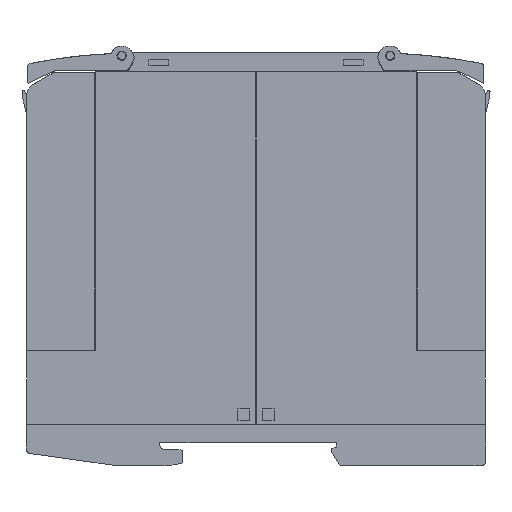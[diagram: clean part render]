
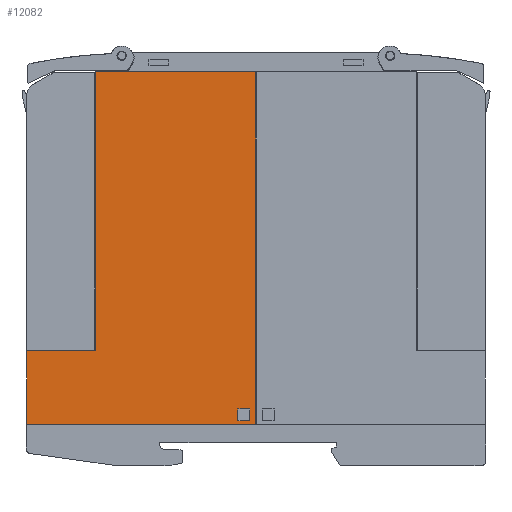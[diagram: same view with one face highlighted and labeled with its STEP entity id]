
A CAD part, left-side view. The second image highlights one B-rep face of the part: STEP entity #12082.
In plain terms, the highlighted planar face has unit normal (-1, 0, 0).
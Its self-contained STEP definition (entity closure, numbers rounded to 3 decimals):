
#12082=ADVANCED_FACE('',(#31710,#31711),#31712,.T.);
#14274=VERTEX_POINT('',#33943);
#14280=VERTEX_POINT('',#33949);
#14282=EDGE_CURVE('',#14280,#14274,#33951,.T.);
#14326=VERTEX_POINT('',#33995);
#14328=EDGE_CURVE('',#14326,#14280,#33997,.T.);
#26314=VERTEX_POINT('',#45983);
#26318=VERTEX_POINT('',#45987);
#26320=EDGE_CURVE('',#26318,#26314,#45989,.T.);
#26350=EDGE_CURVE('',#26314,#14326,#46019,.T.);
#26552=VERTEX_POINT('',#46221);
#26556=VERTEX_POINT('',#46225);
#26558=EDGE_CURVE('',#26556,#26552,#46227,.T.);
#26570=VERTEX_POINT('',#46239);
#26574=EDGE_CURVE('',#26552,#26570,#46243,.T.);
#26590=VERTEX_POINT('',#46259);
#26592=EDGE_CURVE('',#26590,#26318,#46261,.T.);
#26604=VERTEX_POINT('',#46273);
#26606=EDGE_CURVE('',#26604,#26556,#46275,.T.);
#26612=EDGE_CURVE('',#26570,#26604,#46281,.T.);
#26616=EDGE_CURVE('',#26590,#14274,#46285,.T.);
#31710=FACE_OUTER_BOUND('',#51369,.T.);
#31711=FACE_BOUND('',#51370,.T.);
#31712=PLANE('',#51371);
#33943=CARTESIAN_POINT('',(0.0,100.899,25.101));
#33949=CARTESIAN_POINT('',(0.0,85.799,25.101));
#33951=LINE('',#55148,#55149);
#33995=CARTESIAN_POINT('',(0.0,85.799,85.801));
#33997=LINE('',#55218,#55219);
#45983=CARTESIAN_POINT('',(0.0,50.999,85.801));
#45987=CARTESIAN_POINT('',(0.0,50.999,9.001));
#45989=LINE('',#74449,#74450);
#46019=LINE('',#74497,#74498);
#46221=CARTESIAN_POINT('',(0.0,54.899,9.801));
#46225=CARTESIAN_POINT('',(0.0,52.299,9.801));
#46227=LINE('',#74827,#74828);
#46239=CARTESIAN_POINT('',(0.0,54.899,12.401));
#46243=LINE('',#74855,#74856);
#46259=CARTESIAN_POINT('',(0.0,100.899,9.001));
#46261=LINE('',#74883,#74884);
#46273=CARTESIAN_POINT('',(0.0,52.299,12.401));
#46275=LINE('',#74905,#74906);
#46281=LINE('',#74917,#74918);
#46285=LINE('',#74925,#74926);
#51369=EDGE_LOOP('',(#90222,#90223,#90224,#90225,#90226,#90227));
#51370=EDGE_LOOP('',(#90228,#90229,#90230,#90231));
#51371=AXIS2_PLACEMENT_3D('',#90232,#90233,#90234);
#55148=CARTESIAN_POINT('',(0.0,72.199,25.101));
#55149=VECTOR('',#91458,1.0);
#55218=CARTESIAN_POINT('',(0.0,85.799,32.226));
#55219=VECTOR('',#91470,1.0);
#74449=CARTESIAN_POINT('',(0.0,50.999,9.001));
#74450=VECTOR('',#96172,1.0);
#74497=CARTESIAN_POINT('',(0.0,100.899,85.801));
#74498=VECTOR('',#96181,1.0);
#74827=CARTESIAN_POINT('',(0.0,52.299,9.801));
#74828=VECTOR('',#96242,1.0);
#74855=CARTESIAN_POINT('',(0.0,54.899,10.051));
#74856=VECTOR('',#96248,1.0);
#74883=CARTESIAN_POINT('',(0.0,100.899,9.001));
#74884=VECTOR('',#96253,1.0);
#74905=CARTESIAN_POINT('',(0.0,52.299,10.051));
#74906=VECTOR('',#96257,1.0);
#74917=CARTESIAN_POINT('',(0.0,52.299,12.401));
#74918=VECTOR('',#96260,1.0);
#74925=CARTESIAN_POINT('',(0.0,100.899,9.001));
#74926=VECTOR('',#96262,1.0);
#90222=ORIENTED_EDGE('',*,*,#14282,.T.);
#90223=ORIENTED_EDGE('',*,*,#26616,.F.);
#90224=ORIENTED_EDGE('',*,*,#26592,.T.);
#90225=ORIENTED_EDGE('',*,*,#26320,.T.);
#90226=ORIENTED_EDGE('',*,*,#26350,.T.);
#90227=ORIENTED_EDGE('',*,*,#14328,.T.);
#90228=ORIENTED_EDGE('',*,*,#26606,.T.);
#90229=ORIENTED_EDGE('',*,*,#26558,.T.);
#90230=ORIENTED_EDGE('',*,*,#26574,.T.);
#90231=ORIENTED_EDGE('',*,*,#26612,.T.);
#90232=CARTESIAN_POINT('',(0.0,50.999,9.001));
#90233=DIRECTION('',(-1.0,0.0,0.0));
#90234=DIRECTION('',(0.0,1.0,0.0));
#91458=DIRECTION('',(0.0,1.0,0.0));
#91470=DIRECTION('',(0.0,0.0,-1.0));
#96172=DIRECTION('',(0.0,0.0,1.0));
#96181=DIRECTION('',(0.0,1.0,0.0));
#96242=DIRECTION('',(0.0,1.0,0.0));
#96248=DIRECTION('',(0.0,0.0,1.0));
#96253=DIRECTION('',(0.0,-1.0,0.0));
#96257=DIRECTION('',(0.0,0.0,-1.0));
#96260=DIRECTION('',(0.0,-1.0,0.0));
#96262=DIRECTION('',(0.0,0.0,1.0));
